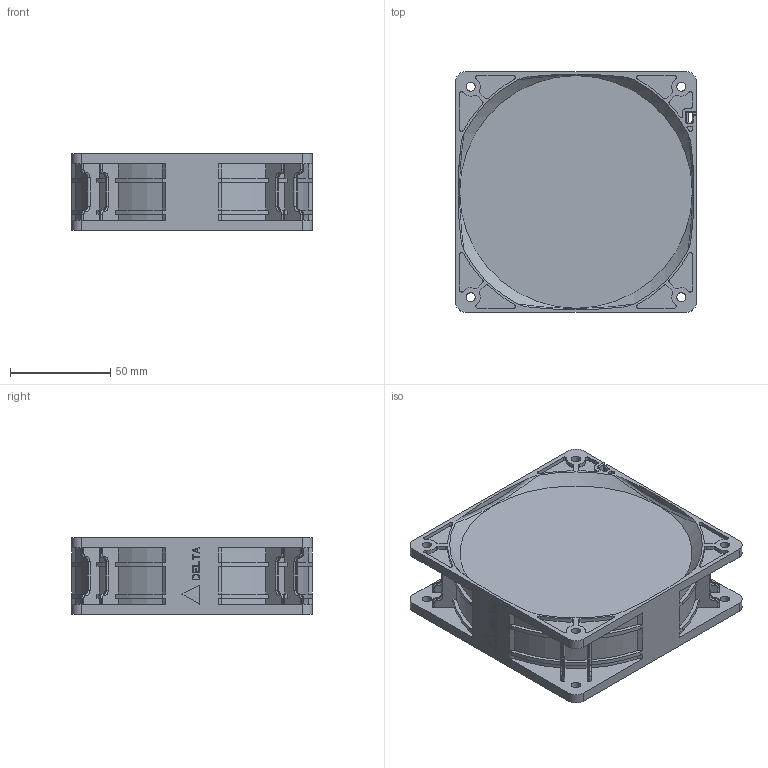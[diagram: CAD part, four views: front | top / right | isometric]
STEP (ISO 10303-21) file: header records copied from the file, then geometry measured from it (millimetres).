
FILE_DESCRIPTION((''),'2;1');
FILE_NAME('4102157900_01','2021-03-11T',('NICK.JZ.LI'),(''),'CREO PARAMETRIC BY PTC INC, 2018220','CREO PARAMETRIC BY PTC INC, 2018220','');
FILE_SCHEMA(('CONFIG_CONTROL_DESIGN'));
Length unit declared in the file: millimetre
Products named in the file (1): 4102157900_01
Bounding box: 120.4 x 120 x 38 mm (x, y, z)
Volume: 389483.9 mm3; surface area: 61750 mm2
Topology: 1 solids, 2 shells, 989 faces, 2759 edges, 1803 vertices
Faces by surface type: plane 418, cylinder 395, bspline 92, torus 72, sphere 7, cone 4, extrusion 1
Entity records: 41330 total; most frequent: CARTESIAN_POINT 15880, ORIENTED_EDGE 5504, DIRECTION 5194, EDGE_CURVE 2752, AXIS2_PLACEMENT_3D 1866, VERTEX_POINT 1803, VECTOR 1462, LINE 1461
